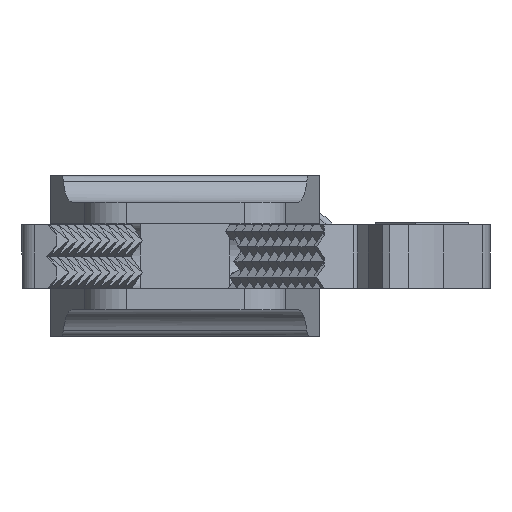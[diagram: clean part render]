
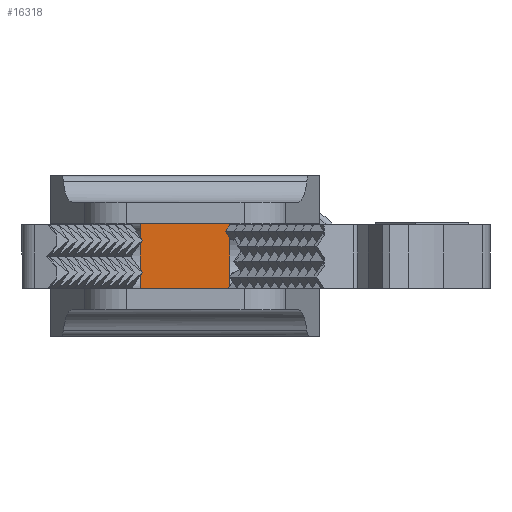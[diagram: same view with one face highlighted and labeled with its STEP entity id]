
A CAD part, left-side view. The second image highlights one B-rep face of the part: STEP entity #16318.
In plain terms, the highlighted planar face has unit normal (-1, 0, 0).
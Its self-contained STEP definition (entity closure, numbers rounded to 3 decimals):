
#264 = ORIENTED_EDGE ( 'NONE', *, *, #9180, .F. ) ;
#715 = ORIENTED_EDGE ( 'NONE', *, *, #4485, .T. ) ;
#1214 = EDGE_CURVE ( 'NONE', #15235, #5201, #4144, .T. ) ;
#1554 = PLANE ( 'NONE',  #12472 ) ;
#1872 = LINE ( 'NONE', #3380, #5403 ) ;
#1931 = DIRECTION ( 'NONE',  ( 0., -1., 0. ) ) ;
#2419 = CARTESIAN_POINT ( 'NONE',  ( -22., 4.148, 3. ) ) ;
#2960 = DIRECTION ( 'NONE',  ( 0., 1., 0. ) ) ;
#3232 = CARTESIAN_POINT ( 'NONE',  ( -22., -4.148, 3. ) ) ;
#3380 = CARTESIAN_POINT ( 'NONE',  ( -22., -9.2, -3. ) ) ;
#4144 = LINE ( 'NONE', #11950, #15543 ) ;
#4485 = EDGE_CURVE ( 'NONE', #10352, #5201, #1872, .T. ) ;
#4556 = DIRECTION ( 'NONE',  ( 0., 0., 1. ) ) ;
#4950 = VERTEX_POINT ( 'NONE', #2419 ) ;
#4977 = ORIENTED_EDGE ( 'NONE', *, *, #1214, .F. ) ;
#5201 = VERTEX_POINT ( 'NONE', #11999 ) ;
#5403 = VECTOR ( 'NONE', #1931, 1000. ) ;
#5532 = CARTESIAN_POINT ( 'NONE',  ( -22., 4.148, -3. ) ) ;
#6236 = LINE ( 'NONE', #16218, #16226 ) ;
#7185 = EDGE_CURVE ( 'NONE', #15235, #4950, #6236, .T. ) ;
#9180 = EDGE_CURVE ( 'NONE', #10352, #4950, #13394, .T. ) ;
#10074 = FACE_OUTER_BOUND ( 'NONE', #14556, .T. ) ;
#10352 = VERTEX_POINT ( 'NONE', #5532 ) ;
#11950 = CARTESIAN_POINT ( 'NONE',  ( -22., -4.148, 0. ) ) ;
#11999 = CARTESIAN_POINT ( 'NONE',  ( -22., -4.148, -3. ) ) ;
#12046 = CARTESIAN_POINT ( 'NONE',  ( -22., 0., 0. ) ) ;
#12472 = AXIS2_PLACEMENT_3D ( 'NONE', #12046, #13516, #4556 ) ;
#13000 = DIRECTION ( 'NONE',  ( 0., 0., 1. ) ) ;
#13394 = LINE ( 'NONE', #17321, #16798 ) ;
#13516 = DIRECTION ( 'NONE',  ( -1., 0., 0. ) ) ;
#14556 = EDGE_LOOP ( 'NONE', ( #14900, #264, #715, #4977 ) ) ;
#14900 = ORIENTED_EDGE ( 'NONE', *, *, #7185, .T. ) ;
#15235 = VERTEX_POINT ( 'NONE', #3232 ) ;
#15543 = VECTOR ( 'NONE', #19204, 1000. ) ;
#16218 = CARTESIAN_POINT ( 'NONE',  ( -22., -9.2, 3. ) ) ;
#16226 = VECTOR ( 'NONE', #2960, 1000. ) ;
#16318 = ADVANCED_FACE ( 'NONE', ( #10074 ), #1554, .T. ) ;
#16798 = VECTOR ( 'NONE', #13000, 1000. ) ;
#17321 = CARTESIAN_POINT ( 'NONE',  ( -22., 4.148, 0. ) ) ;
#19204 = DIRECTION ( 'NONE',  ( 0., 0., -1. ) ) ;
